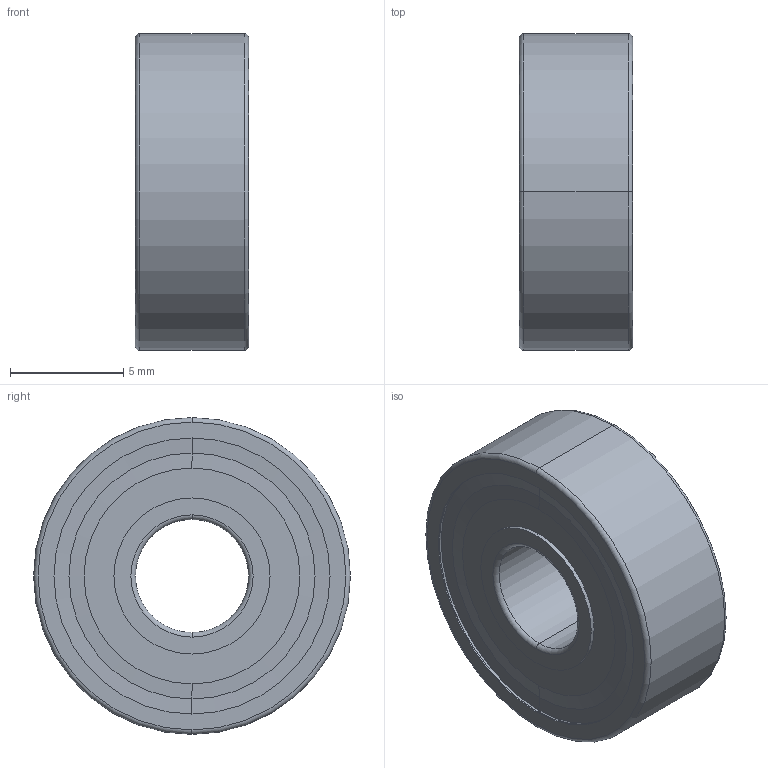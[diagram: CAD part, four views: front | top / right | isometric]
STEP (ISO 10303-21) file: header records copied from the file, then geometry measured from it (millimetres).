
FILE_DESCRIPTION (( 'STEP AP214' ), '1' );
FILE_NAME ('5x14x5 Bearing.step', '2019-11-11T12:49:15', ( '' ), ( '' ), 'SwSTEP 2.0', 'SolidWorks 2019', '' );
FILE_SCHEMA (( 'AUTOMOTIVE_DESIGN' ));
Length unit declared in the file: millimetre
Products named in the file (5): W 605-2Z_PART2; W 605-2Z_PART1; W 605-2Z_PART3; 5x14x5 Bearing; W 605-2Z_PART4
Assembly tree (9 placements, depth 2):
  5x14x5 Bearing
    W 605-2Z_PART1
    W 605-2Z_PART2
    W 605-2Z_PART3  x7
  W 605-2Z_PART4
Bounding box: 5 x 14 x 14 mm (x, y, z)
Volume: 441.4 mm3; surface area: 1219.1 mm2
Topology: 9 solids, 9 shells, 94 faces, 209 edges, 125 vertices
Faces by surface type: cylinder 28, torus 22, cone 20, sphere 14, plane 10
Entity records: 2337 total; most frequent: DIRECTION 464, CARTESIAN_POINT 348, ORIENTED_EDGE 324, AXIS2_PLACEMENT_3D 208, EDGE_CURVE 162, CIRCLE 114, EDGE_LOOP 92, VERTEX_POINT 92
